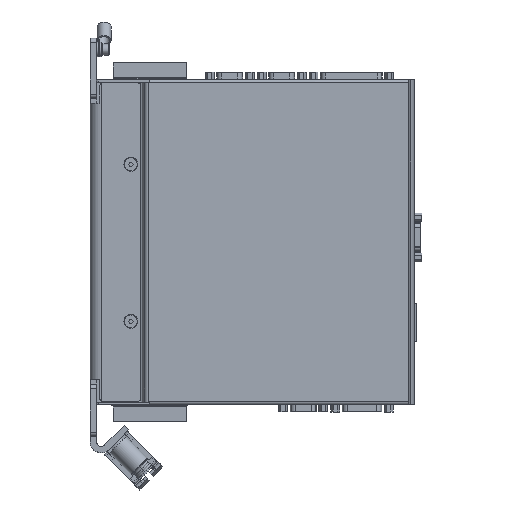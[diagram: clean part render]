
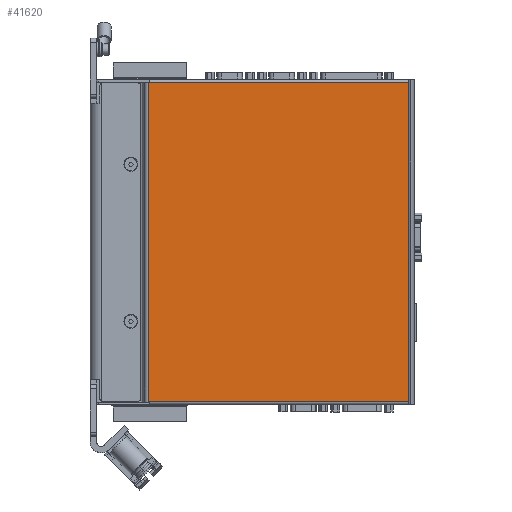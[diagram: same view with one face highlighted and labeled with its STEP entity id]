
A CAD part, top view. The second image highlights one B-rep face of the part: STEP entity #41620.
In plain terms, the highlighted face is planar.
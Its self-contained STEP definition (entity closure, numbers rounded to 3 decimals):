
#1834=ORIENTED_EDGE('',*,*,#10537,.F.);
#1835=ORIENTED_EDGE('',*,*,#10538,.F.);
#1836=ORIENTED_EDGE('',*,*,#10533,.T.);
#1837=ORIENTED_EDGE('',*,*,#10539,.T.);
#10533=EDGE_CURVE('',#14883,#14884,#17796,.T.);
#10537=EDGE_CURVE('',#14885,#14886,#17798,.T.);
#10538=EDGE_CURVE('',#14883,#14885,#17799,.T.);
#10539=EDGE_CURVE('',#14884,#14886,#17800,.T.);
#14883=VERTEX_POINT('',#55927);
#14884=VERTEX_POINT('',#55928);
#14885=VERTEX_POINT('',#55934);
#14886=VERTEX_POINT('',#55935);
#17796=LINE('',#55926,#21265);
#17798=LINE('',#55933,#21267);
#17799=LINE('',#55936,#21268);
#17800=LINE('',#55937,#21269);
#21265=VECTOR('',#46698,1000.);
#21267=VECTOR('',#46706,1000.);
#21268=VECTOR('',#46707,1000.);
#21269=VECTOR('',#46708,1000.);
#24393=EDGE_LOOP('',(#1834,#1835,#1836,#1837));
#26660=FACE_BOUND('',#24393,.T.);
#28881=PLANE('',#43516);
#41620=ADVANCED_FACE('',(#26660),#28881,.F.);
#43516=AXIS2_PLACEMENT_3D('',#55932,#46704,#46705);
#46698=DIRECTION('',(0.,0.,-1.));
#46704=DIRECTION('',(1.,0.,0.));
#46705=DIRECTION('',(0.,0.,-1.));
#46706=DIRECTION('',(0.,0.,-1.));
#46707=DIRECTION('',(0.,-1.,0.));
#46708=DIRECTION('',(0.,-1.,0.));
#55926=CARTESIAN_POINT('',(-33.51,198.5,104.145));
#55927=CARTESIAN_POINT('',(-33.51,198.5,102.545));
#55928=CARTESIAN_POINT('',(-33.51,198.5,-96.555));
#55932=CARTESIAN_POINT('',(-33.51,198.5,104.145));
#55933=CARTESIAN_POINT('',(-33.51,36.22,102.645));
#55934=CARTESIAN_POINT('',(-33.51,36.22,102.545));
#55935=CARTESIAN_POINT('',(-33.51,36.22,-96.555));
#55936=CARTESIAN_POINT('',(-33.51,198.5,102.545));
#55937=CARTESIAN_POINT('',(-33.51,198.5,-96.555));
